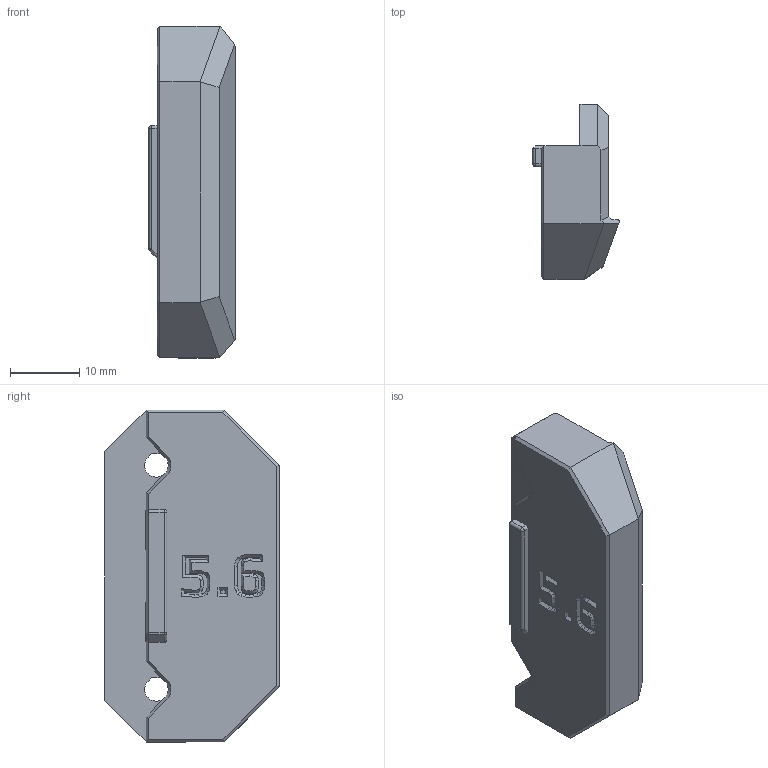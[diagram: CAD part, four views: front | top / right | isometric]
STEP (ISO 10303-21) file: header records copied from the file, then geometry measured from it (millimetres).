
FILE_DESCRIPTION(/* description */ ('STEP AP242','CAx-IF Rec.Pracs.---Representation and Presentation of Product Manufacturing Information (PMI)---4.0---2014-10-13','CAx-IF Rec.Pracs.---3D Tessellated Geometry---0.4---2014-09-14','2;1'),/* implementation_level */ '2;1');
FILE_NAME(/* name */ '68d011d5096e3cefbbde676d',/* time_stamp */ '2025-09-21T14:55:18Z',/* author */ (''),/* organization */ (''),/* preprocessor_version */ 'ST-DEVELOPER v20',/* originating_system */ 'ONSHAPE BY PTC INC, 1.204',/* authorisation */ ' ');
FILE_SCHEMA (('AP242_MANAGED_MODEL_BASED_3D_ENGINEERING_MIM_LF { 1 0 10303 442 1 1 4 }'));
Length unit declared in the file: metre
Products named in the file (1): Latch_5.6mm v3
Bounding box: 12.47 x 25.28 x 48 mm (x, y, z)
Volume: 8342.9 mm3; surface area: 3775.8 mm2
Topology: 1 solids, 1 shells, 195 faces, 519 edges, 328 vertices
Faces by surface type: plane 117, bspline 47, cylinder 23, cone 6, sphere 2
Entity records: 7527 total; most frequent: CARTESIAN_POINT 3010, ORIENTED_EDGE 1038, DIRECTION 742, EDGE_CURVE 519, LINE 348, VECTOR 348, VERTEX_POINT 328, EDGE_LOOP 205
